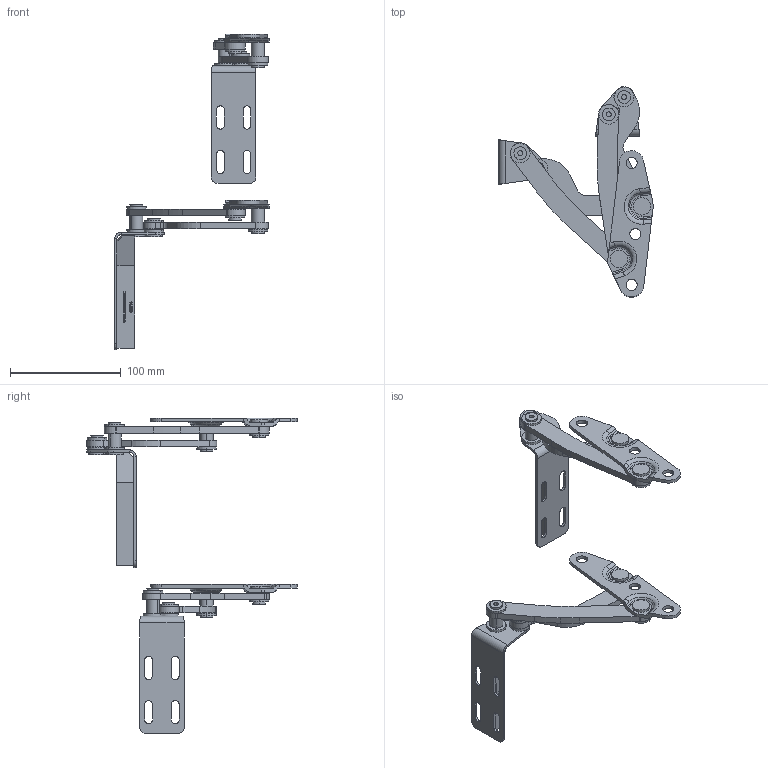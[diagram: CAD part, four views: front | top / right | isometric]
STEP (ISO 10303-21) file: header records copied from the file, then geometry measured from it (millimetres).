
FILE_DESCRIPTION (( 'STEP AP214' ), '1' );
FILE_NAME ('02814-Out and Up Hinge Right Hand Zinc Plated.STEP', '2018-08-16T03:01:07', ( '' ), ( '' ), 'SwSTEP 2.0', 'SolidWorks 2018', '' );
FILE_SCHEMA (( 'AUTOMOTIVE_DESIGN' ));
Length unit declared in the file: millimetre
Products named in the file (5): 02814-Out and Up Hinge Right Hand Zinc Plated; 2814 - Mount Plate; 2814 - Crank Arm; 2814 - Flange Mount; 2814 - Bent Arm
Assembly tree (8 placements, depth 2):
  02814-Out and Up Hinge Right Hand Zinc Plated
    2814 - Mount Plate  x2
    2814 - Flange Mount  x2
    2814 - Crank Arm  x2
    2814 - Bent Arm  x2
Bounding box: 139.42 x 189.61 x 284.7 mm (x, y, z)
Volume: 130420.8 mm3; surface area: 82215.2 mm2
Topology: 8 solids, 8 shells, 954 faces, 2442 edges, 1604 vertices
Faces by surface type: plane 482, cylinder 224, bspline 208, torus 24, cone 16
Entity records: 20573 total; most frequent: CARTESIAN_POINT 9263, ORIENTED_EDGE 2442, DIRECTION 2001, EDGE_CURVE 1221, VERTEX_POINT 802, LINE 761, VECTOR 761, AXIS2_PLACEMENT_3D 620
